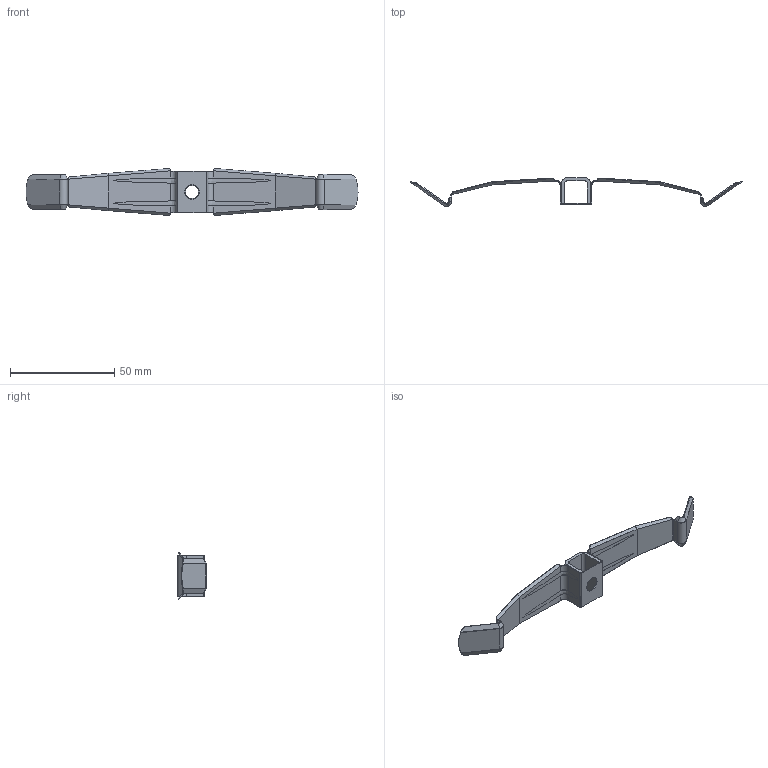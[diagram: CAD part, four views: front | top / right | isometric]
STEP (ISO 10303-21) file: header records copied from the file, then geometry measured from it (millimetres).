
FILE_DESCRIPTION (( 'STEP AP214' ), '1' );
FILE_NAME ('2204010.STP', '2016-07-11T07:29:49', ( '' ), ( '' ), 'SwSTEP 2.0', 'SolidWorks 2014', '' );
FILE_SCHEMA (( 'AUTOMOTIVE_DESIGN' ));
Length unit declared in the file: millimetre
Products named in the file (3): Klammer; 2204010; Distanzhalter
Assembly tree (2 placements, depth 2):
  2204010
    Klammer
    Distanzhalter
Bounding box: 159.3 x 13.8 x 22.44 mm (x, y, z)
Volume: 2434.7 mm3; surface area: 8804.5 mm2
Topology: 2 solids, 2 shells, 207 faces, 535 edges, 328 vertices
Faces by surface type: plane 94, cylinder 67, cone 24, bspline 22
Entity records: 14378 total; most frequent: CARTESIAN_POINT 7332, ORIENTED_EDGE 1062, DIRECTION 909, EDGE_CURVE 531, VERTEX_POINT 328, AXIS2_PLACEMENT_3D 305, VECTOR 299, LINE 299
